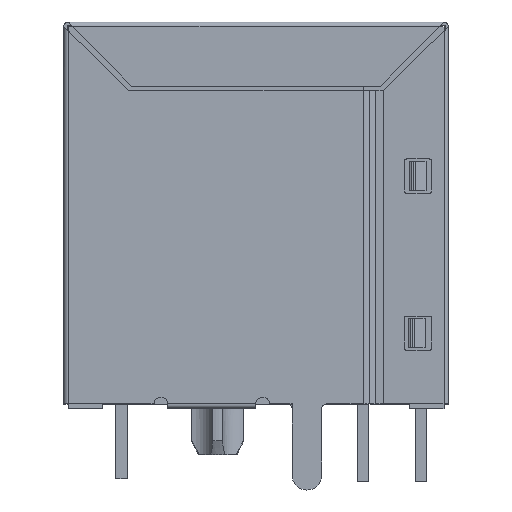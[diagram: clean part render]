
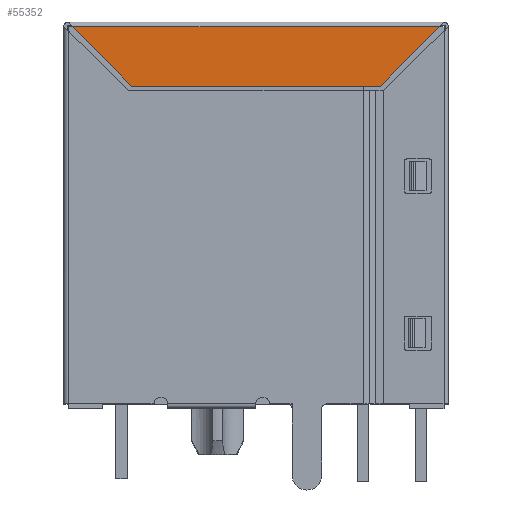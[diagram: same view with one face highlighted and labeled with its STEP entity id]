
A CAD part, left-side view. The second image highlights one B-rep face of the part: STEP entity #55352.
In plain terms, the highlighted planar face has unit normal (-1, 0, 0).
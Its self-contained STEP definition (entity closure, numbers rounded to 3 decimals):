
#49016 = PLANE('',#49017);
#49017 = AXIS2_PLACEMENT_3D('',#49018,#49019,#49020);
#49018 = CARTESIAN_POINT('',(-8.05,8.906,
    16.95));
#49019 = DIRECTION('',(0.,0.712,-0.702));
#49020 = DIRECTION('',(0.,-0.702,-0.712));
#49137 = PLANE('',#49138);
#49138 = AXIS2_PLACEMENT_3D('',#49139,#49140,#49141);
#49139 = CARTESIAN_POINT('',(-8.05,-4.752,
    14.15));
#49140 = DIRECTION('',(0.,-0.712,-0.702));
#49141 = DIRECTION('',(0.,-0.702,0.712));
#49260 = VERTEX_POINT('',#49261);
#49261 = CARTESIAN_POINT('',(-8.05,8.709,
    16.75));
#49281 = CYLINDRICAL_SURFACE('',#49282,0.2);
#49282 = AXIS2_PLACEMENT_3D('',#49283,#49284,#49285);
#49283 = CARTESIAN_POINT('',(-7.85,8.952,
    16.75));
#49284 = DIRECTION('',(0.,-1.,0.));
#49285 = DIRECTION('',(0.,0.,1.));
#49315 = EDGE_CURVE('',#49260,#49316,#49318,.T.);
#49316 = VERTEX_POINT('',#49317);
#49317 = CARTESIAN_POINT('',(-8.05,6.144,
    14.15));
#49318 = SURFACE_CURVE('',#49319,(#49323,#49330),.PCURVE_S1.);
#49319 = LINE('',#49320,#49321);
#49320 = CARTESIAN_POINT('',(-8.05,8.709,
    16.75));
#49321 = VECTOR('',#49322,1.);
#49322 = DIRECTION('',(0.,-0.702,-0.712));
#49323 = PCURVE('',#49016,#49324);
#49324 = DEFINITIONAL_REPRESENTATION('',(#49325),#49329);
#49325 = LINE('',#49326,#49327);
#49326 = CARTESIAN_POINT('',(0.281,0.));
#49327 = VECTOR('',#49328,1.);
#49328 = DIRECTION('',(1.,0.));
#49329 = ( GEOMETRIC_REPRESENTATION_CONTEXT(2) 
PARAMETRIC_REPRESENTATION_CONTEXT() REPRESENTATION_CONTEXT('2D SPACE',''
  ) );
#49330 = PCURVE('',#49331,#49336);
#49331 = PLANE('',#49332);
#49332 = AXIS2_PLACEMENT_3D('',#49333,#49334,#49335);
#49333 = CARTESIAN_POINT('',(-8.05,8.906,
    16.95));
#49334 = DIRECTION('',(-1.,0.,0.));
#49335 = DIRECTION('',(0.,-1.,0.));
#49336 = DEFINITIONAL_REPRESENTATION('',(#49337),#49341);
#49337 = LINE('',#49338,#49339);
#49338 = CARTESIAN_POINT('',(0.197,-0.2));
#49339 = VECTOR('',#49340,1.);
#49340 = DIRECTION('',(0.702,-0.712));
#49341 = ( GEOMETRIC_REPRESENTATION_CONTEXT(2) 
PARAMETRIC_REPRESENTATION_CONTEXT() REPRESENTATION_CONTEXT('2D SPACE',''
  ) );
#49359 = PLANE('',#49360);
#49360 = AXIS2_PLACEMENT_3D('',#49361,#49362,#49363);
#49361 = CARTESIAN_POINT('',(-8.05,6.144,
    14.15));
#49362 = DIRECTION('',(0.,0.,-1.));
#49363 = DIRECTION('',(0.,-1.,0.));
#49423 = EDGE_CURVE('',#49260,#49424,#49426,.T.);
#49424 = VERTEX_POINT('',#49425);
#49425 = CARTESIAN_POINT('',(-8.05,-7.317,
    16.75));
#49426 = SURFACE_CURVE('',#49427,(#49431,#49438),.PCURVE_S1.);
#49427 = LINE('',#49428,#49429);
#49428 = CARTESIAN_POINT('',(-8.05,8.709,
    16.75));
#49429 = VECTOR('',#49430,1.);
#49430 = DIRECTION('',(0.,-1.,0.));
#49431 = PCURVE('',#49281,#49432);
#49432 = DEFINITIONAL_REPRESENTATION('',(#49433),#49437);
#49433 = LINE('',#49434,#49435);
#49434 = CARTESIAN_POINT('',(1.571,0.243));
#49435 = VECTOR('',#49436,1.);
#49436 = DIRECTION('',(0.,1.));
#49437 = ( GEOMETRIC_REPRESENTATION_CONTEXT(2) 
PARAMETRIC_REPRESENTATION_CONTEXT() REPRESENTATION_CONTEXT('2D SPACE',''
  ) );
#49438 = PCURVE('',#49331,#49439);
#49439 = DEFINITIONAL_REPRESENTATION('',(#49440),#49444);
#49440 = LINE('',#49441,#49442);
#49441 = CARTESIAN_POINT('',(0.197,-0.2));
#49442 = VECTOR('',#49443,1.);
#49443 = DIRECTION('',(1.,0.));
#49444 = ( GEOMETRIC_REPRESENTATION_CONTEXT(2) 
PARAMETRIC_REPRESENTATION_CONTEXT() REPRESENTATION_CONTEXT('2D SPACE',''
  ) );
#55352 = ADVANCED_FACE('',(#55353),#49331,.T.);
#55353 = FACE_BOUND('',#55354,.F.);
#55354 = EDGE_LOOP('',(#55355,#55356,#55357,#55380));
#55355 = ORIENTED_EDGE('',*,*,#49315,.F.);
#55356 = ORIENTED_EDGE('',*,*,#49423,.T.);
#55357 = ORIENTED_EDGE('',*,*,#55358,.T.);
#55358 = EDGE_CURVE('',#49424,#55359,#55361,.T.);
#55359 = VERTEX_POINT('',#55360);
#55360 = CARTESIAN_POINT('',(-8.05,-4.752,
    14.15));
#55361 = SURFACE_CURVE('',#55362,(#55366,#55373),.PCURVE_S1.);
#55362 = LINE('',#55363,#55364);
#55363 = CARTESIAN_POINT('',(-8.05,-7.317,
    16.75));
#55364 = VECTOR('',#55365,1.);
#55365 = DIRECTION('',(0.,0.702,-0.712));
#55366 = PCURVE('',#49331,#55367);
#55367 = DEFINITIONAL_REPRESENTATION('',(#55368),#55372);
#55368 = LINE('',#55369,#55370);
#55369 = CARTESIAN_POINT('',(16.223,-0.2));
#55370 = VECTOR('',#55371,1.);
#55371 = DIRECTION('',(-0.702,-0.712));
#55372 = ( GEOMETRIC_REPRESENTATION_CONTEXT(2) 
PARAMETRIC_REPRESENTATION_CONTEXT() REPRESENTATION_CONTEXT('2D SPACE',''
  ) );
#55373 = PCURVE('',#49137,#55374);
#55374 = DEFINITIONAL_REPRESENTATION('',(#55375),#55379);
#55375 = LINE('',#55376,#55377);
#55376 = CARTESIAN_POINT('',(3.652,0.));
#55377 = VECTOR('',#55378,1.);
#55378 = DIRECTION('',(-1.,-0.));
#55379 = ( GEOMETRIC_REPRESENTATION_CONTEXT(2) 
PARAMETRIC_REPRESENTATION_CONTEXT() REPRESENTATION_CONTEXT('2D SPACE',''
  ) );
#55380 = ORIENTED_EDGE('',*,*,#55381,.F.);
#55381 = EDGE_CURVE('',#49316,#55359,#55382,.T.);
#55382 = SURFACE_CURVE('',#55383,(#55387,#55394),.PCURVE_S1.);
#55383 = LINE('',#55384,#55385);
#55384 = CARTESIAN_POINT('',(-8.05,6.144,
    14.15));
#55385 = VECTOR('',#55386,1.);
#55386 = DIRECTION('',(0.,-1.,0.));
#55387 = PCURVE('',#49331,#55388);
#55388 = DEFINITIONAL_REPRESENTATION('',(#55389),#55393);
#55389 = LINE('',#55390,#55391);
#55390 = CARTESIAN_POINT('',(2.762,-2.8));
#55391 = VECTOR('',#55392,1.);
#55392 = DIRECTION('',(1.,0.));
#55393 = ( GEOMETRIC_REPRESENTATION_CONTEXT(2) 
PARAMETRIC_REPRESENTATION_CONTEXT() REPRESENTATION_CONTEXT('2D SPACE',''
  ) );
#55394 = PCURVE('',#49359,#55395);
#55395 = DEFINITIONAL_REPRESENTATION('',(#55396),#55400);
#55396 = LINE('',#55397,#55398);
#55397 = CARTESIAN_POINT('',(0.,-0.));
#55398 = VECTOR('',#55399,1.);
#55399 = DIRECTION('',(1.,0.));
#55400 = ( GEOMETRIC_REPRESENTATION_CONTEXT(2) 
PARAMETRIC_REPRESENTATION_CONTEXT() REPRESENTATION_CONTEXT('2D SPACE',''
  ) );
